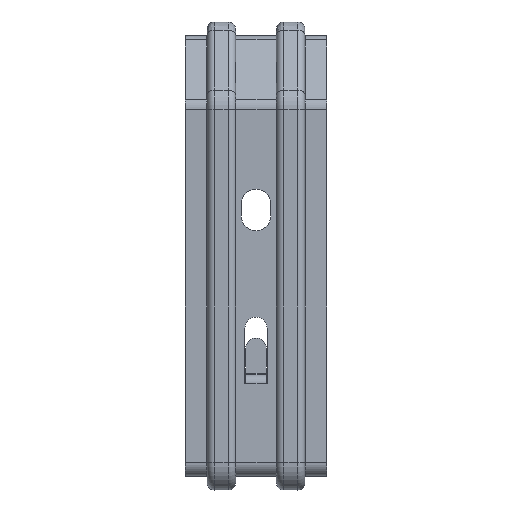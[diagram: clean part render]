
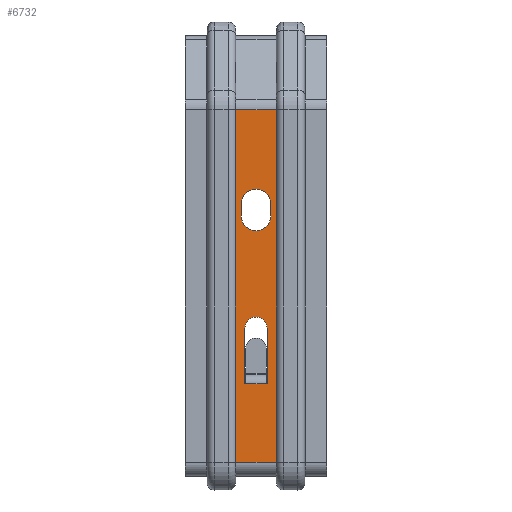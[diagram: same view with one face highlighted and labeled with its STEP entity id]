
A CAD part, left-side view. The second image highlights one B-rep face of the part: STEP entity #6732.
In plain terms, the highlighted planar face has unit normal (-1, 0, 0).
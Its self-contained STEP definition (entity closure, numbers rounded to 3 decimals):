
#208=FACE_BOUND('',#1408,.T.);
#209=FACE_BOUND('',#1409,.T.);
#524=CIRCLE('',#7440,4.25);
#525=CIRCLE('',#7441,4.25);
#526=CIRCLE('',#7442,3.2);
#1003=FACE_OUTER_BOUND('',#1407,.T.);
#1407=EDGE_LOOP('',(#5511,#5512,#5513,#5514));
#1408=EDGE_LOOP('',(#5515,#5516,#5517,#5518));
#1409=EDGE_LOOP('',(#5519,#5520,#5521,#5522,#5523,#5524,#5525,#5526,#5527,
#5528,#5529,#5530));
#1645=LINE('',#10099,#2234);
#1893=LINE('',#10978,#2482);
#1927=LINE('',#11735,#2516);
#1976=LINE('',#11846,#2565);
#1985=LINE('',#11864,#2574);
#1986=LINE('',#11868,#2575);
#1987=LINE('',#11872,#2576);
#1988=LINE('',#11874,#2577);
#1989=LINE('',#11876,#2578);
#1990=LINE('',#11880,#2579);
#1991=LINE('',#11882,#2580);
#1992=LINE('',#11884,#2581);
#1993=LINE('',#11886,#2582);
#1994=LINE('',#11888,#2583);
#1995=LINE('',#11890,#2584);
#1996=LINE('',#11892,#2585);
#1997=LINE('',#11893,#2586);
#2234=VECTOR('',#7919,10.);
#2482=VECTOR('',#8805,10.);
#2516=VECTOR('',#8921,10.);
#2565=VECTOR('',#9048,10.);
#2574=VECTOR('',#9069,10.);
#2575=VECTOR('',#9072,10.);
#2576=VECTOR('',#9075,10.);
#2577=VECTOR('',#9076,10.);
#2578=VECTOR('',#9077,10.);
#2579=VECTOR('',#9080,10.);
#2580=VECTOR('',#9081,10.);
#2581=VECTOR('',#9082,10.);
#2582=VECTOR('',#9083,10.);
#2583=VECTOR('',#9084,10.);
#2584=VECTOR('',#9085,10.);
#2585=VECTOR('',#9086,10.);
#2586=VECTOR('',#9087,10.);
#2834=VERTEX_POINT('',#10096);
#2835=VERTEX_POINT('',#10098);
#3095=VERTEX_POINT('',#10857);
#3110=VERTEX_POINT('',#10897);
#3226=VERTEX_POINT('',#11862);
#3227=VERTEX_POINT('',#11863);
#3228=VERTEX_POINT('',#11865);
#3229=VERTEX_POINT('',#11867);
#3230=VERTEX_POINT('',#11870);
#3231=VERTEX_POINT('',#11871);
#3232=VERTEX_POINT('',#11873);
#3233=VERTEX_POINT('',#11875);
#3234=VERTEX_POINT('',#11877);
#3235=VERTEX_POINT('',#11879);
#3236=VERTEX_POINT('',#11881);
#3237=VERTEX_POINT('',#11883);
#3238=VERTEX_POINT('',#11885);
#3239=VERTEX_POINT('',#11887);
#3240=VERTEX_POINT('',#11889);
#3241=VERTEX_POINT('',#11891);
#3448=EDGE_CURVE('',#2835,#2834,#1645,.T.);
#3888=EDGE_CURVE('',#3110,#3095,#1893,.T.);
#3986=EDGE_CURVE('',#2834,#3110,#1927,.T.);
#4049=EDGE_CURVE('',#2835,#3095,#1976,.T.);
#4058=EDGE_CURVE('',#3226,#3227,#1985,.T.);
#4059=EDGE_CURVE('',#3227,#3228,#524,.T.);
#4060=EDGE_CURVE('',#3228,#3229,#1986,.T.);
#4061=EDGE_CURVE('',#3229,#3226,#525,.T.);
#4062=EDGE_CURVE('',#3230,#3231,#1987,.T.);
#4063=EDGE_CURVE('',#3231,#3232,#1988,.T.);
#4064=EDGE_CURVE('',#3232,#3233,#1989,.T.);
#4065=EDGE_CURVE('',#3233,#3234,#526,.T.);
#4066=EDGE_CURVE('',#3234,#3235,#1990,.T.);
#4067=EDGE_CURVE('',#3235,#3236,#1991,.T.);
#4068=EDGE_CURVE('',#3236,#3237,#1992,.T.);
#4069=EDGE_CURVE('',#3237,#3238,#1993,.T.);
#4070=EDGE_CURVE('',#3238,#3239,#1994,.T.);
#4071=EDGE_CURVE('',#3239,#3240,#1995,.T.);
#4072=EDGE_CURVE('',#3240,#3241,#1996,.T.);
#4073=EDGE_CURVE('',#3241,#3230,#1997,.T.);
#5511=ORIENTED_EDGE('',*,*,#3986,.T.);
#5512=ORIENTED_EDGE('',*,*,#3888,.T.);
#5513=ORIENTED_EDGE('',*,*,#4049,.F.);
#5514=ORIENTED_EDGE('',*,*,#3448,.T.);
#5515=ORIENTED_EDGE('',*,*,#4058,.T.);
#5516=ORIENTED_EDGE('',*,*,#4059,.T.);
#5517=ORIENTED_EDGE('',*,*,#4060,.T.);
#5518=ORIENTED_EDGE('',*,*,#4061,.T.);
#5519=ORIENTED_EDGE('',*,*,#4062,.T.);
#5520=ORIENTED_EDGE('',*,*,#4063,.T.);
#5521=ORIENTED_EDGE('',*,*,#4064,.T.);
#5522=ORIENTED_EDGE('',*,*,#4065,.T.);
#5523=ORIENTED_EDGE('',*,*,#4066,.T.);
#5524=ORIENTED_EDGE('',*,*,#4067,.T.);
#5525=ORIENTED_EDGE('',*,*,#4068,.T.);
#5526=ORIENTED_EDGE('',*,*,#4069,.T.);
#5527=ORIENTED_EDGE('',*,*,#4070,.T.);
#5528=ORIENTED_EDGE('',*,*,#4071,.T.);
#5529=ORIENTED_EDGE('',*,*,#4072,.T.);
#5530=ORIENTED_EDGE('',*,*,#4073,.T.);
#6412=PLANE('',#7439);
#6732=ADVANCED_FACE('',(#1003,#208,#209),#6412,.F.);
#7439=AXIS2_PLACEMENT_3D('',#11861,#9067,#9068);
#7440=AXIS2_PLACEMENT_3D('',#11866,#9070,#9071);
#7441=AXIS2_PLACEMENT_3D('',#11869,#9073,#9074);
#7442=AXIS2_PLACEMENT_3D('',#11878,#9078,#9079);
#7919=DIRECTION('',(0.,-1.,0.));
#8805=DIRECTION('',(0.,1.,0.));
#8921=DIRECTION('',(0.,0.,1.));
#9048=DIRECTION('',(0.,0.,1.));
#9067=DIRECTION('center_axis',(1.,0.,0.));
#9068=DIRECTION('ref_axis',(0.,0.,
-1.));
#9069=DIRECTION('',(0.,0.,1.));
#9070=DIRECTION('center_axis',(1.,0.,0.));
#9071=DIRECTION('ref_axis',(0.,1.,0.));
#9072=DIRECTION('',(0.,0.,-1.));
#9073=DIRECTION('center_axis',(1.,0.,0.));
#9074=DIRECTION('ref_axis',(0.,-1.,0.));
#9075=DIRECTION('',(0.,0.,1.));
#9076=DIRECTION('',(0.,1.,0.));
#9077=DIRECTION('',(0.,0.,1.));
#9078=DIRECTION('center_axis',(1.,0.,0.));
#9079=DIRECTION('ref_axis',(0.,1.,0.));
#9080=DIRECTION('',(0.,0.,-1.));
#9081=DIRECTION('',(0.,1.,0.));
#9082=DIRECTION('',(0.,0.,-1.));
#9083=DIRECTION('',(0.,1.,0.));
#9084=DIRECTION('',(0.,0.,1.));
#9085=DIRECTION('',(0.,1.,0.));
#9086=DIRECTION('',(0.,0.,-1.));
#9087=DIRECTION('',(0.,1.,0.));
#10096=CARTESIAN_POINT('',(155.224,16.632,4.));
#10098=CARTESIAN_POINT('',(155.224,28.232,4.));
#10099=CARTESIAN_POINT('',(155.224,32.682,4.));
#10857=CARTESIAN_POINT('',(155.224,28.232,105.869));
#10897=CARTESIAN_POINT('',(155.224,16.632,105.869));
#10978=CARTESIAN_POINT('',(155.224,12.182,105.869));
#11735=CARTESIAN_POINT('',(155.224,16.632,105.869));
#11846=CARTESIAN_POINT('',(155.224,28.232,105.869));
#11861=CARTESIAN_POINT('Origin',(155.224,22.432,22.238));
#11862=CARTESIAN_POINT('',(155.224,26.682,75.151));
#11863=CARTESIAN_POINT('',(155.224,26.682,78.651));
#11864=CARTESIAN_POINT('',(155.224,26.682,50.445));
#11865=CARTESIAN_POINT('',(155.224,18.182,78.651));
#11866=CARTESIAN_POINT('Origin',(155.224,22.432,78.651));
#11867=CARTESIAN_POINT('',(155.224,18.182,75.151));
#11868=CARTESIAN_POINT('',(155.224,18.182,48.695));
#11869=CARTESIAN_POINT('Origin',(155.224,22.432,75.151));
#11870=CARTESIAN_POINT('',(155.224,25.532,26.638));
#11871=CARTESIAN_POINT('',(155.224,25.532,26.738));
#11872=CARTESIAN_POINT('',(155.224,25.532,24.438));
#11873=CARTESIAN_POINT('',(155.224,25.632,26.738));
#11874=CARTESIAN_POINT('',(155.224,20.932,26.738));
#11875=CARTESIAN_POINT('',(155.224,25.632,42.738));
#11876=CARTESIAN_POINT('',(155.224,25.632,32.488));
#11877=CARTESIAN_POINT('',(155.224,19.232,42.738));
#11878=CARTESIAN_POINT('Origin',(155.224,22.432,42.738));
#11879=CARTESIAN_POINT('',(155.224,19.232,26.738));
#11880=CARTESIAN_POINT('',(155.224,19.232,24.488));
#11881=CARTESIAN_POINT('',(155.224,19.332,26.738));
#11882=CARTESIAN_POINT('',(155.224,20.932,26.738));
#11883=CARTESIAN_POINT('',(155.224,19.332,26.638));
#11884=CARTESIAN_POINT('',(155.224,19.332,25.622));
#11885=CARTESIAN_POINT('',(155.224,19.432,26.638));
#11886=CARTESIAN_POINT('',(155.224,20.882,26.638));
#11887=CARTESIAN_POINT('',(155.224,19.432,26.738));
#11888=CARTESIAN_POINT('',(155.224,19.432,24.438));
#11889=CARTESIAN_POINT('',(155.224,25.432,26.738));
#11890=CARTESIAN_POINT('',(155.224,20.932,26.738));
#11891=CARTESIAN_POINT('',(155.224,25.432,26.638));
#11892=CARTESIAN_POINT('',(155.224,25.432,25.622));
#11893=CARTESIAN_POINT('',(155.224,23.932,26.638));
